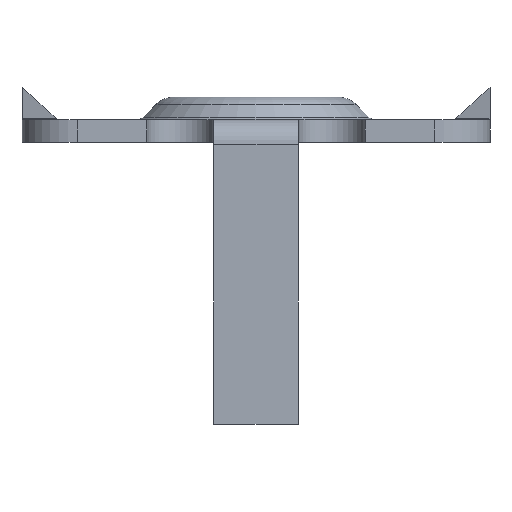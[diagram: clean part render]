
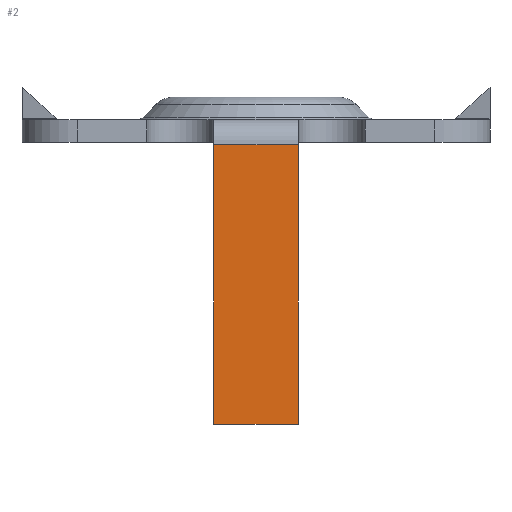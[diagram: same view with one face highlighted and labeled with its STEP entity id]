
A CAD part, front view. The second image highlights one B-rep face of the part: STEP entity #2.
In plain terms, the highlighted planar face has unit normal (0, -1, 0).
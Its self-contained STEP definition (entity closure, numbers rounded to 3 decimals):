
#2 = ADVANCED_FACE ( 'NONE', ( #53 ), #218, .F. ) ;
#50 = VERTEX_POINT ( 'NONE', #1233 ) ;
#53 = FACE_OUTER_BOUND ( 'NONE', #1718, .T. ) ;
#72 = DIRECTION ( 'NONE',  ( 0., 0., 1. ) ) ;
#122 = VECTOR ( 'NONE', #892, 1000. ) ;
#218 = PLANE ( 'NONE',  #1981 ) ;
#224 = LINE ( 'NONE', #627, #336 ) ;
#336 = VECTOR ( 'NONE', #842, 1000. ) ;
#341 = ORIENTED_EDGE ( 'NONE', *, *, #446, .T. ) ;
#446 = EDGE_CURVE ( 'NONE', #506, #960, #1524, .T. ) ;
#459 = CARTESIAN_POINT ( 'NONE',  ( 0.955, 0.54, -0.05 ) ) ;
#506 = VERTEX_POINT ( 'NONE', #782 ) ;
#515 = DIRECTION ( 'NONE',  ( 0., 0., -1. ) ) ;
#563 = VERTEX_POINT ( 'NONE', #624 ) ;
#592 = ORIENTED_EDGE ( 'NONE', *, *, #840, .T. ) ;
#624 = CARTESIAN_POINT ( 'NONE',  ( -0.955, 0.54, -6.35 ) ) ;
#627 = CARTESIAN_POINT ( 'NONE',  ( 0., 0.54, -6.35 ) ) ;
#652 = CARTESIAN_POINT ( 'NONE',  ( 0., 0.54, 0. ) ) ;
#782 = CARTESIAN_POINT ( 'NONE',  ( 0.955, 0.54, -6.35 ) ) ;
#834 = CARTESIAN_POINT ( 'NONE',  ( 0.955, 0.54, -0.05 ) ) ;
#840 = EDGE_CURVE ( 'NONE', #563, #506, #224, .T. ) ;
#842 = DIRECTION ( 'NONE',  ( 1., 0., 0. ) ) ;
#880 = CARTESIAN_POINT ( 'NONE',  ( -0.955, 0.54, 0. ) ) ;
#892 = DIRECTION ( 'NONE',  ( 1., 0., 0. ) ) ;
#960 = VERTEX_POINT ( 'NONE', #834 ) ;
#1011 = DIRECTION ( 'NONE',  ( 0., 0., 1. ) ) ;
#1183 = ORIENTED_EDGE ( 'NONE', *, *, #1475, .T. ) ;
#1221 = EDGE_CURVE ( 'NONE', #50, #960, #1414, .T. ) ;
#1233 = CARTESIAN_POINT ( 'NONE',  ( -0.955, 0.54, -0.05 ) ) ;
#1348 = VECTOR ( 'NONE', #515, 1000. ) ;
#1360 = DIRECTION ( 'NONE',  ( 0., 1., 0. ) ) ;
#1369 = CARTESIAN_POINT ( 'NONE',  ( 0.955, 0.54, 0. ) ) ;
#1378 = VECTOR ( 'NONE', #72, 1000. ) ;
#1386 = ORIENTED_EDGE ( 'NONE', *, *, #1221, .F. ) ;
#1414 = LINE ( 'NONE', #459, #122 ) ;
#1475 = EDGE_CURVE ( 'NONE', #50, #563, #1490, .T. ) ;
#1490 = LINE ( 'NONE', #880, #1348 ) ;
#1524 = LINE ( 'NONE', #1369, #1378 ) ;
#1718 = EDGE_LOOP ( 'NONE', ( #1386, #1183, #592, #341 ) ) ;
#1981 = AXIS2_PLACEMENT_3D ( 'NONE', #652, #1360, #1011 ) ;
